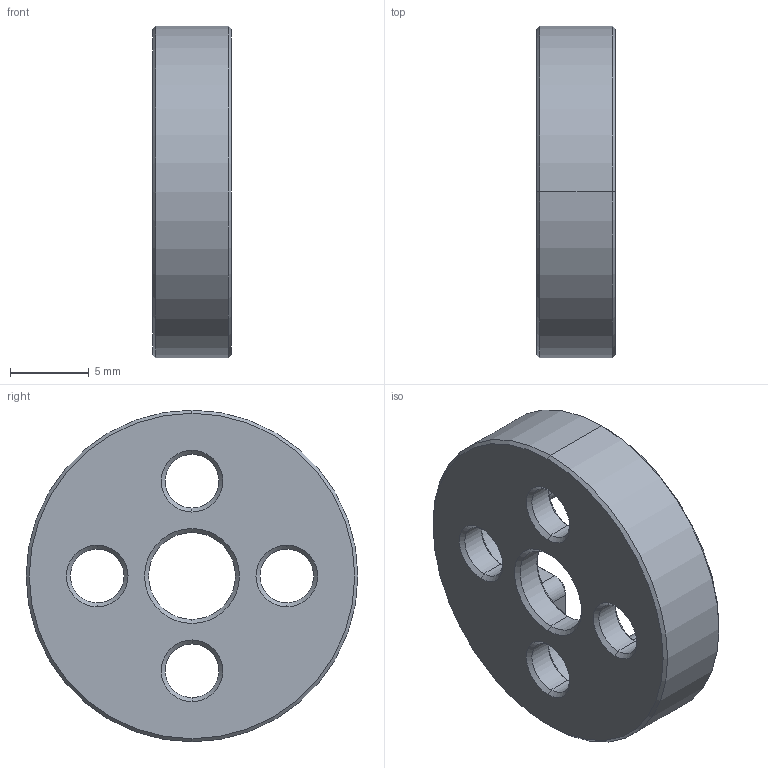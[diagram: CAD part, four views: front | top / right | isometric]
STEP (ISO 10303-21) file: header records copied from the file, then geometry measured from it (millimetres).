
FILE_DESCRIPTION (( 'STEP AP214' ), '1' );
FILE_NAME ('Retaining Ring.STEP', '2023-07-06T05:05:30', ( '' ), ( '' ), 'SwSTEP 2.0', 'SolidWorks 2021', '' );
FILE_SCHEMA (( 'AUTOMOTIVE_DESIGN' ));
Length unit declared in the file: millimetre
Products named in the file (1): Retaining Ring
Bounding box: 5 x 21 x 21 mm (x, y, z)
Volume: 1061 mm3; surface area: 1166.4 mm2
Topology: 1 solids, 1 shells, 73 faces, 169 edges, 99 vertices
Faces by surface type: cone 33, cylinder 21, plane 19
Entity records: 2104 total; most frequent: DIRECTION 392, CARTESIAN_POINT 342, ORIENTED_EDGE 338, EDGE_CURVE 169, AXIS2_PLACEMENT_3D 149, VERTEX_POINT 99, LINE 94, VECTOR 94
